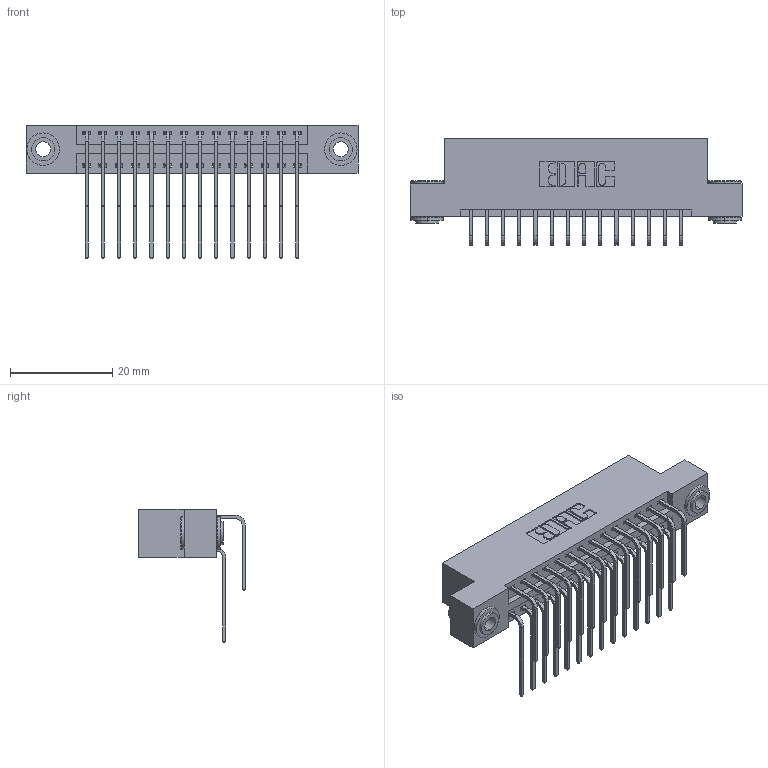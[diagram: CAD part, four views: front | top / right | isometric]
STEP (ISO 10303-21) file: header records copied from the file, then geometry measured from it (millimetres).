
FILE_DESCRIPTION (( 'STEP AP203' ), '1' );
FILE_NAME ('346-028-559-203.STEP', '2022-05-19T15:38:28', ( '' ), ( '' ), 'SwSTEP 2.0', 'SolidWorks 2020', '' );
FILE_SCHEMA (( 'CONFIG_CONTROL_DESIGN' ));
Length unit declared in the file: inch
Products named in the file (5): 345-292-001_559 Tail - 2; 345-250-002_345-250-002-102; 345-292-001_558 559 Tail - 1; 346-028-559-203; 346 Part_Flush Mounting Lugs - 0.156 Dia-TH
Assembly tree (31 placements, depth 2):
  346-028-559-203
    346 Part_Flush Mounting Lugs - 0.156 Dia-TH
    345-292-001_558 559 Tail - 1  x14
    345-292-001_559 Tail - 2  x14
    345-250-002_345-250-002-102  x2
Bounding box: 65.02 x 20.89 x 26.16 mm (x, y, z)
Volume: 6286 mm3; surface area: 9224.1 mm2
Topology: 31 solids, 31 shells, 1686 faces, 4949 edges, 3258 vertices
Faces by surface type: plane 1136, cylinder 542, cone 8
Entity records: 15756 total; most frequent: CARTESIAN_POINT 2668, ORIENTED_EDGE 2542, DIRECTION 2405, EDGE_CURVE 1271, LINE 1019, VECTOR 1019, VERTEX_POINT 842, AXIS2_PLACEMENT_3D 693
